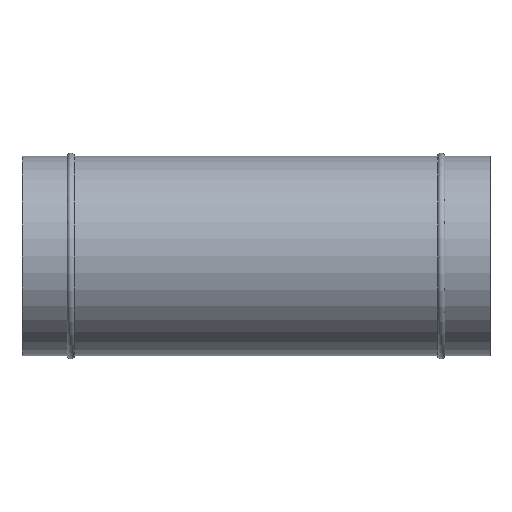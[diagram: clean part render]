
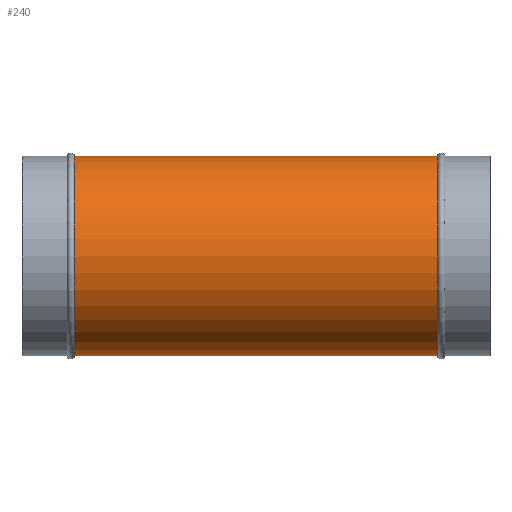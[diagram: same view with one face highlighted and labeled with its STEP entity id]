
A CAD part, front view. The second image highlights one B-rep face of the part: STEP entity #240.
In plain terms, the highlighted cylindrical face has radius 80 mm (diameter 160 mm), a partial arc.
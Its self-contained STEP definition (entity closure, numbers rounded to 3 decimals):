
#161 = VERTEX_POINT ( 'NONE', #868 ) ;
#189 = VERTEX_POINT ( 'NONE', #938 ) ;
#190 = VERTEX_POINT ( 'NONE', #937 ) ;
#240 = ADVANCED_FACE ( 'NONE', ( #1007 ), #1005, .T. ) ;
#241 = ORIENTED_EDGE ( 'NONE', *, *, #1602, .F. ) ;
#242 = ORIENTED_EDGE ( 'NONE', *, *, #243, .T. ) ;
#243 = EDGE_CURVE ( 'NONE', #1582, #161, #1006, .T. ) ;
#244 = ORIENTED_EDGE ( 'NONE', *, *, #1604, .T. ) ;
#245 = ORIENTED_EDGE ( 'NONE', *, *, #246, .F. ) ;
#246 = EDGE_CURVE ( 'NONE', #190, #189, #1052, .T. ) ;
#263 = EDGE_LOOP ( 'NONE', ( #241, #242, #244, #245 ) ) ;
#868 = CARTESIAN_POINT ( 'NONE',  ( -145.5, 0., -80. ) ) ;
#937 = CARTESIAN_POINT ( 'NONE',  ( 145.5, 0., 80. ) ) ;
#938 = CARTESIAN_POINT ( 'NONE',  ( 145.5, 0., -80. ) ) ;
#1005 = CYLINDRICAL_SURFACE ( 'NONE', #1060, 80. ) ;
#1006 = CIRCLE ( 'NONE', #1056, 80. ) ;
#1007 = FACE_OUTER_BOUND ( 'NONE', #263, .T. ) ;
#1048 = DIRECTION ( 'NONE',  ( 0., 0., -1. ) ) ;
#1049 = DIRECTION ( 'NONE',  ( 1., 0., 0. ) ) ;
#1050 = CARTESIAN_POINT ( 'NONE',  ( 145.5, 0., 0. ) ) ;
#1051 = AXIS2_PLACEMENT_3D ( 'NONE', #1050, #1049, #1048 ) ;
#1052 = CIRCLE ( 'NONE', #1051, 80. ) ;
#1053 = DIRECTION ( 'NONE',  ( 0., 0., -1. ) ) ;
#1054 = DIRECTION ( 'NONE',  ( 1., 0., 0. ) ) ;
#1055 = CARTESIAN_POINT ( 'NONE',  ( -145.5, 0., 0. ) ) ;
#1056 = AXIS2_PLACEMENT_3D ( 'NONE', #1055, #1054, #1053 ) ;
#1057 = DIRECTION ( 'NONE',  ( 0., 0., -1. ) ) ;
#1058 = DIRECTION ( 'NONE',  ( 1., 0., 0. ) ) ;
#1059 = CARTESIAN_POINT ( 'NONE',  ( 0., 0., 0. ) ) ;
#1060 = AXIS2_PLACEMENT_3D ( 'NONE', #1059, #1058, #1057 ) ;
#1493 = CARTESIAN_POINT ( 'NONE',  ( -145.5, 0., 80. ) ) ;
#1519 = DIRECTION ( 'NONE',  ( 1., 0., 0. ) ) ;
#1520 = VECTOR ( 'NONE', #1519, 1000. ) ;
#1521 = CARTESIAN_POINT ( 'NONE',  ( 0., 0., -80. ) ) ;
#1522 = LINE ( 'NONE', #1521, #1520 ) ;
#1523 = DIRECTION ( 'NONE',  ( 1., 0., 0. ) ) ;
#1524 = VECTOR ( 'NONE', #1523, 1000. ) ;
#1525 = CARTESIAN_POINT ( 'NONE',  ( 0., 0., 80. ) ) ;
#1526 = LINE ( 'NONE', #1525, #1524 ) ;
#1582 = VERTEX_POINT ( 'NONE', #1493 ) ;
#1602 = EDGE_CURVE ( 'NONE', #1582, #190, #1526, .T. ) ;
#1604 = EDGE_CURVE ( 'NONE', #161, #189, #1522, .T. ) ;
